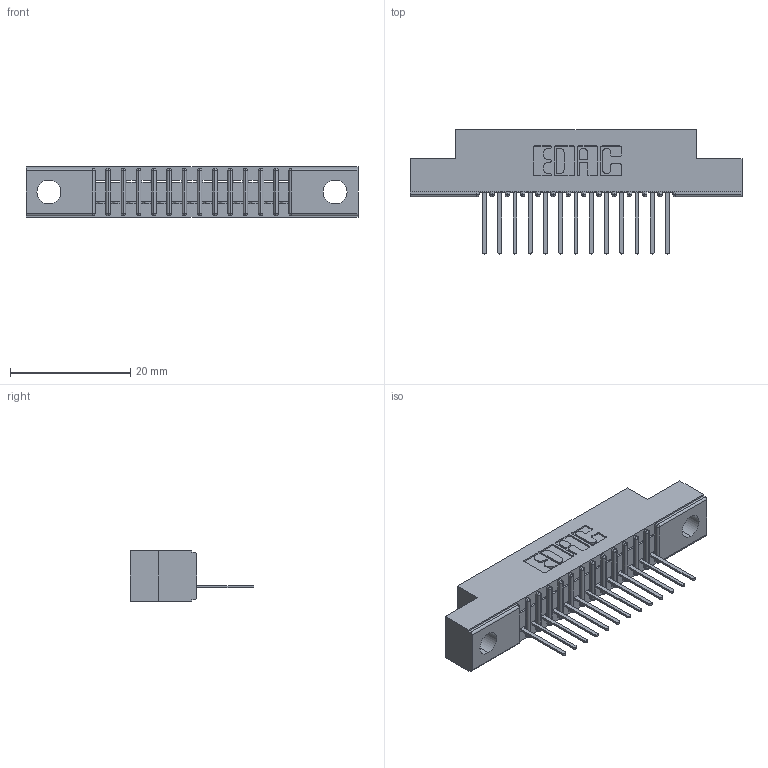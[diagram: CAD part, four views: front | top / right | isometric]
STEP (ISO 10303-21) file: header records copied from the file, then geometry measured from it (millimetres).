
FILE_DESCRIPTION (( 'STEP AP203' ), '1' );
FILE_NAME ('341-013-522-104.STEP', '2018-08-06T03:53:50', ( '' ), ( '' ), 'SwSTEP 2.0', 'SolidWorks 2016', '' );
FILE_SCHEMA (( 'CONFIG_CONTROL_DESIGN' ));
Length unit declared in the file: inch
Products named in the file (3): 341-292-001_341-292-122; 341-013-522-104; 341 Part_.156 (3.96) Dia Mounting Holes
Assembly tree (14 placements, depth 2):
  341-013-522-104
    341 Part_.156 (3.96) Dia Mounting Holes
    341-292-001_341-292-122  x13
Bounding box: 55.24 x 20.62 x 8.38 mm (x, y, z)
Volume: 2988.5 mm3; surface area: 5081.6 mm2
Topology: 14 solids, 14 shells, 1196 faces, 3433 edges, 2206 vertices
Faces by surface type: plane 745, cylinder 399, sphere 28, torus 24
Entity records: 19598 total; most frequent: CARTESIAN_POINT 3320, ORIENTED_EDGE 3306, DIRECTION 3221, EDGE_CURVE 1653, LINE 1311, VECTOR 1311, VERTEX_POINT 1054, AXIS2_PLACEMENT_3D 955
